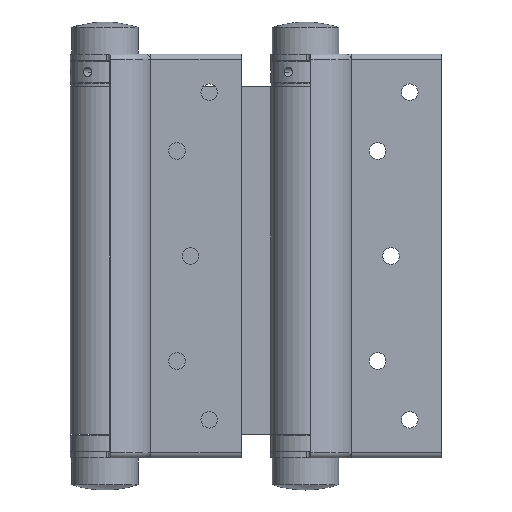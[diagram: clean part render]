
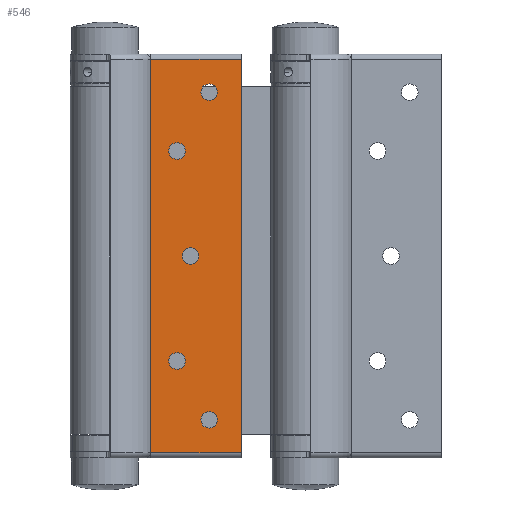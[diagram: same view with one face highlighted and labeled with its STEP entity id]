
A CAD part, front view. The second image highlights one B-rep face of the part: STEP entity #546.
In plain terms, the highlighted face is planar.
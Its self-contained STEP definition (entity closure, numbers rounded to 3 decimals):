
#46 = VERTEX_POINT ( 'NONE', #1430 ) ;
#71 = EDGE_CURVE ( 'NONE', #46, #96, #1528, .T. ) ;
#96 = VERTEX_POINT ( 'NONE', #1613 ) ;
#341 = VERTEX_POINT ( 'NONE', #2567 ) ;
#350 = VERTEX_POINT ( 'NONE', #2676 ) ;
#353 = EDGE_CURVE ( 'NONE', #350, #341, #2675, .T. ) ;
#355 = VERTEX_POINT ( 'NONE', #2627 ) ;
#356 = VERTEX_POINT ( 'NONE', #2672 ) ;
#371 = EDGE_CURVE ( 'NONE', #356, #451, #2600, .T. ) ;
#374 = EDGE_CURVE ( 'NONE', #410, #417, #2611, .T. ) ;
#410 = VERTEX_POINT ( 'NONE', #2768 ) ;
#417 = VERTEX_POINT ( 'NONE', #2756 ) ;
#430 = VERTEX_POINT ( 'NONE', #2723 ) ;
#434 = EDGE_CURVE ( 'NONE', #430, #355, #2725, .T. ) ;
#451 = VERTEX_POINT ( 'NONE', #2822 ) ;
#517 = ORIENTED_EDGE ( 'NONE', *, *, #571, .T. ) ;
#543 = EDGE_CURVE ( 'NONE', #96, #46, #2892, .T. ) ;
#545 = ORIENTED_EDGE ( 'NONE', *, *, #353, .F. ) ;
#546 = ADVANCED_FACE ( 'NONE', ( #2841, #2842, #2499, #2505, #2811, #2886 ), #3168, .T. ) ;
#547 = EDGE_CURVE ( 'NONE', #341, #350, #3161, .T. ) ;
#548 = EDGE_CURVE ( 'NONE', #355, #430, #3078, .T. ) ;
#549 = ORIENTED_EDGE ( 'NONE', *, *, #71, .F. ) ;
#550 = VERTEX_POINT ( 'NONE', #3189 ) ;
#552 = EDGE_CURVE ( 'NONE', #417, #410, #3074, .T. ) ;
#553 = ORIENTED_EDGE ( 'NONE', *, *, #547, .F. ) ;
#571 = EDGE_CURVE ( 'NONE', #617, #654, #3067, .T. ) ;
#600 = EDGE_CURVE ( 'NONE', #617, #724, #3057, .T. ) ;
#601 = EDGE_CURVE ( 'NONE', #550, #724, #3032, .T. ) ;
#602 = ORIENTED_EDGE ( 'NONE', *, *, #552, .F. ) ;
#603 = ORIENTED_EDGE ( 'NONE', *, *, #739, .F. ) ;
#604 = ORIENTED_EDGE ( 'NONE', *, *, #374, .F. ) ;
#605 = ORIENTED_EDGE ( 'NONE', *, *, #600, .F. ) ;
#617 = VERTEX_POINT ( 'NONE', #3207 ) ;
#619 = EDGE_LOOP ( 'NONE', ( #604, #602 ) ) ;
#621 = ORIENTED_EDGE ( 'NONE', *, *, #601, .T. ) ;
#652 = EDGE_CURVE ( 'NONE', #654, #550, #3015, .T. ) ;
#654 = VERTEX_POINT ( 'NONE', #3043 ) ;
#659 = EDGE_LOOP ( 'NONE', ( #549, #736 ) ) ;
#685 = EDGE_LOOP ( 'NONE', ( #686, #621, #605, #517 ) ) ;
#686 = ORIENTED_EDGE ( 'NONE', *, *, #652, .T. ) ;
#724 = VERTEX_POINT ( 'NONE', #3318 ) ;
#726 = EDGE_LOOP ( 'NONE', ( #727, #603 ) ) ;
#727 = ORIENTED_EDGE ( 'NONE', *, *, #371, .F. ) ;
#728 = ORIENTED_EDGE ( 'NONE', *, *, #548, .F. ) ;
#735 = EDGE_LOOP ( 'NONE', ( #545, #553 ) ) ;
#736 = ORIENTED_EDGE ( 'NONE', *, *, #543, .F. ) ;
#737 = EDGE_LOOP ( 'NONE', ( #738, #728 ) ) ;
#738 = ORIENTED_EDGE ( 'NONE', *, *, #434, .F. ) ;
#739 = EDGE_CURVE ( 'NONE', #451, #356, #3293, .T. ) ;
#1430 = CARTESIAN_POINT ( 'NONE',  ( -39., 6., -17.35 ) ) ;
#1469 = DIRECTION ( 'NONE',  ( -1., 0., 0. ) ) ;
#1470 = DIRECTION ( 'NONE',  ( 0., 1., 0. ) ) ;
#1528 = CIRCLE ( 'NONE', #1533, 3.1 ) ;
#1532 = CARTESIAN_POINT ( 'NONE',  ( -39., 6., -14.25 ) ) ;
#1533 = AXIS2_PLACEMENT_3D ( 'NONE', #1532, #1470, #1469 ) ;
#1613 = CARTESIAN_POINT ( 'NONE',  ( -39., 6., -11.15 ) ) ;
#2499 = FACE_BOUND ( 'NONE', #735, .T. ) ;
#2500 = DIRECTION ( 'NONE',  ( -1., 0., 0. ) ) ;
#2501 = DIRECTION ( 'NONE',  ( 0., 1., 0. ) ) ;
#2502 = CARTESIAN_POINT ( 'NONE',  ( -32., 6., -75.5 ) ) ;
#2505 = FACE_BOUND ( 'NONE', #726, .T. ) ;
#2508 = AXIS2_PLACEMENT_3D ( 'NONE', #2502, #2501, #2500 ) ;
#2509 = DIRECTION ( 'NONE',  ( -1., 0., 0. ) ) ;
#2510 = DIRECTION ( 'NONE',  ( 0., 1., 0. ) ) ;
#2567 = CARTESIAN_POINT ( 'NONE',  ( -39., 6., -133.65 ) ) ;
#2600 = CIRCLE ( 'NONE', #2609, 3.1 ) ;
#2608 = CARTESIAN_POINT ( 'NONE',  ( -27., 6., -36.25 ) ) ;
#2609 = AXIS2_PLACEMENT_3D ( 'NONE', #2608, #2510, #2509 ) ;
#2611 = CIRCLE ( 'NONE', #2508, 3.1 ) ;
#2627 = CARTESIAN_POINT ( 'NONE',  ( -27., 6., -111.65 ) ) ;
#2664 = DIRECTION ( 'NONE',  ( -1., 0., 0. ) ) ;
#2666 = DIRECTION ( 'NONE',  ( 0., 1., 0. ) ) ;
#2671 = AXIS2_PLACEMENT_3D ( 'NONE', #2699, #2666, #2664 ) ;
#2672 = CARTESIAN_POINT ( 'NONE',  ( -27., 6., -39.35 ) ) ;
#2675 = CIRCLE ( 'NONE', #2671, 3.1 ) ;
#2676 = CARTESIAN_POINT ( 'NONE',  ( -39., 6., -139.85 ) ) ;
#2699 = CARTESIAN_POINT ( 'NONE',  ( -39., 6., -136.75 ) ) ;
#2710 = AXIS2_PLACEMENT_3D ( 'NONE', #2717, #2749, #2748 ) ;
#2717 = CARTESIAN_POINT ( 'NONE',  ( -27., 6., -114.75 ) ) ;
#2723 = CARTESIAN_POINT ( 'NONE',  ( -27., 6., -117.85 ) ) ;
#2725 = CIRCLE ( 'NONE', #2710, 3.1 ) ;
#2748 = DIRECTION ( 'NONE',  ( -1., 0., 0. ) ) ;
#2749 = DIRECTION ( 'NONE',  ( 0., 1., 0. ) ) ;
#2756 = CARTESIAN_POINT ( 'NONE',  ( -32., 6., -72.4 ) ) ;
#2768 = CARTESIAN_POINT ( 'NONE',  ( -32., 6., -78.6 ) ) ;
#2811 = FACE_BOUND ( 'NONE', #619, .T. ) ;
#2822 = CARTESIAN_POINT ( 'NONE',  ( -27., 6., -33.15 ) ) ;
#2841 = FACE_BOUND ( 'NONE', #659, .T. ) ;
#2842 = FACE_BOUND ( 'NONE', #737, .T. ) ;
#2886 = FACE_OUTER_BOUND ( 'NONE', #685, .T. ) ;
#2887 = DIRECTION ( 'NONE',  ( -1., 0., 0. ) ) ;
#2888 = DIRECTION ( 'NONE',  ( 0., 1., 0. ) ) ;
#2889 = CARTESIAN_POINT ( 'NONE',  ( -39., 6., -14.25 ) ) ;
#2892 = CIRCLE ( 'NONE', #2944, 3.1 ) ;
#2944 = AXIS2_PLACEMENT_3D ( 'NONE', #2889, #2888, #2887 ) ;
#3014 = CARTESIAN_POINT ( 'NONE',  ( -51., 6., -151. ) ) ;
#3015 = LINE ( 'NONE', #3014, #3093 ) ;
#3032 = LINE ( 'NONE', #3099, #3098 ) ;
#3033 = DIRECTION ( 'NONE',  ( 0., 0., 1. ) ) ;
#3034 = VECTOR ( 'NONE', #3033, 1000. ) ;
#3043 = CARTESIAN_POINT ( 'NONE',  ( -51., 6., -149. ) ) ;
#3056 = CARTESIAN_POINT ( 'NONE',  ( -17.111, 6., -151. ) ) ;
#3057 = LINE ( 'NONE', #3056, #3034 ) ;
#3067 = LINE ( 'NONE', #3069, #3188 ) ;
#3068 = DIRECTION ( 'NONE',  ( -1., 0., 0. ) ) ;
#3069 = CARTESIAN_POINT ( 'NONE',  ( -51., 6., -149. ) ) ;
#3071 = DIRECTION ( 'NONE',  ( 0., 1., 0. ) ) ;
#3072 = AXIS2_PLACEMENT_3D ( 'NONE', #3094, #3148, #3151 ) ;
#3073 = CARTESIAN_POINT ( 'NONE',  ( -32., 6., -75.5 ) ) ;
#3074 = CIRCLE ( 'NONE', #3174, 3.1 ) ;
#3078 = CIRCLE ( 'NONE', #3175, 3.1 ) ;
#3079 = CARTESIAN_POINT ( 'NONE',  ( -51., 6., -151. ) ) ;
#3092 = DIRECTION ( 'NONE',  ( 0., 0., 1. ) ) ;
#3093 = VECTOR ( 'NONE', #3092, 1000. ) ;
#3094 = CARTESIAN_POINT ( 'NONE',  ( -39., 6., -136.75 ) ) ;
#3097 = DIRECTION ( 'NONE',  ( 1., 0., 0. ) ) ;
#3098 = VECTOR ( 'NONE', #3097, 1000. ) ;
#3099 = CARTESIAN_POINT ( 'NONE',  ( -51., 6., -2. ) ) ;
#3112 = DIRECTION ( 'NONE',  ( 0., 1., 0. ) ) ;
#3148 = DIRECTION ( 'NONE',  ( 0., 1., 0. ) ) ;
#3151 = DIRECTION ( 'NONE',  ( -1., 0., 0. ) ) ;
#3160 = DIRECTION ( 'NONE',  ( -1., 0., 0. ) ) ;
#3161 = CIRCLE ( 'NONE', #3072, 3.1 ) ;
#3167 = AXIS2_PLACEMENT_3D ( 'NONE', #3079, #3112, #3160 ) ;
#3168 = PLANE ( 'NONE',  #3167 ) ;
#3172 = DIRECTION ( 'NONE',  ( -1., 0., 0. ) ) ;
#3173 = DIRECTION ( 'NONE',  ( 0., 1., 0. ) ) ;
#3174 = AXIS2_PLACEMENT_3D ( 'NONE', #3073, #3173, #3172 ) ;
#3175 = AXIS2_PLACEMENT_3D ( 'NONE', #3191, #3071, #3190 ) ;
#3188 = VECTOR ( 'NONE', #3068, 1000. ) ;
#3189 = CARTESIAN_POINT ( 'NONE',  ( -51., 6., -2. ) ) ;
#3190 = DIRECTION ( 'NONE',  ( -1., 0., 0. ) ) ;
#3191 = CARTESIAN_POINT ( 'NONE',  ( -27., 6., -114.75 ) ) ;
#3207 = CARTESIAN_POINT ( 'NONE',  ( -17.111, 6., -149. ) ) ;
#3290 = DIRECTION ( 'NONE',  ( -1., 0., 0. ) ) ;
#3291 = DIRECTION ( 'NONE',  ( 0., 1., 0. ) ) ;
#3292 = AXIS2_PLACEMENT_3D ( 'NONE', #3297, #3291, #3290 ) ;
#3293 = CIRCLE ( 'NONE', #3292, 3.1 ) ;
#3297 = CARTESIAN_POINT ( 'NONE',  ( -27., 6., -36.25 ) ) ;
#3318 = CARTESIAN_POINT ( 'NONE',  ( -17.111, 6., -2. ) ) ;
